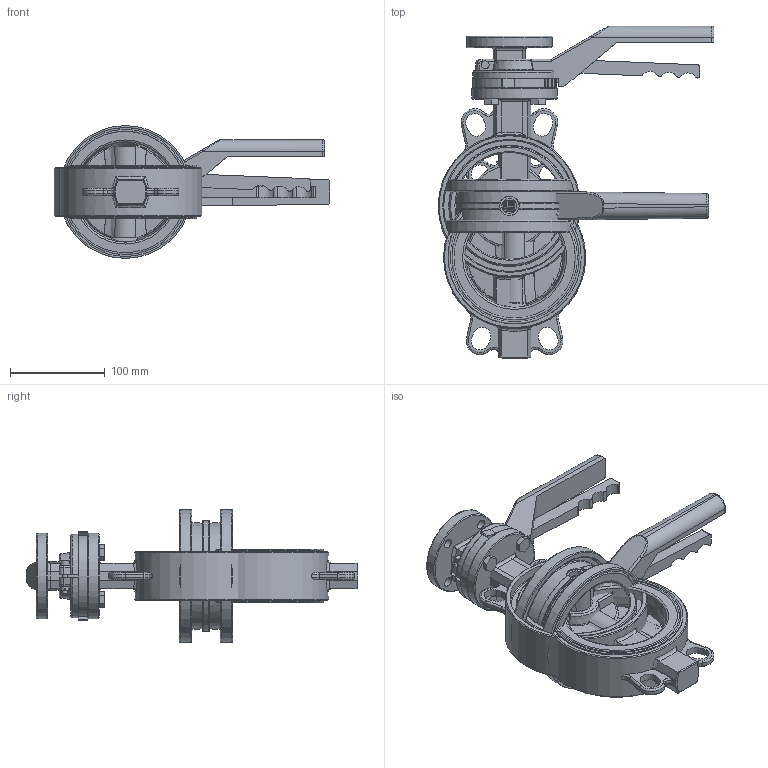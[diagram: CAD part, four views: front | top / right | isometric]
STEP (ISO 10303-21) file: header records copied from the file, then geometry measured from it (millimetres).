
FILE_DESCRIPTION( ( 'Unknown' ), '1' );
FILE_NAME( 'WAFER_DN100.stp', 'Unknown', ( 'Unknown' ), ( 'Unknown' ), 'PSStep 13.0', 'Unknown', ' ' );
FILE_SCHEMA( ( 'AUTOMOTIVE_DESIGN { 1 0 10303 214 1 1 1 1 }' ) );
Length unit declared in the file: millimetre
Products named in the file (14): WAFER-DN100; Assem1; Handhebel 040-150; bushing1; shaft2; shaft1; disc; seat; DN100概极; DIN912M5x30; DIN934_M5; ISO-Flansch; M8x20
Bounding box: 290.54 x 350 x 140 mm (x, y, z)
Surface area: 881281.4 mm2 (no closed solid volume)
Topology: 0 solids, 2631 shells, 2631 faces, 13413 edges, 13096 vertices
Faces by surface type: plane 1177, cylinder 687, extrusion 294, torus 234, bspline 174, cone 65
Full cylindrical faces by diameter (mm): 4.134 x3, 4.917 x12, 5 x6, 6 x6, 6.647 x12, 7 x12, 8 x5, 8.5 x3, 9 x12, 10 x12, 10.7 x3, 12 x3, 14.5 x3, 15.77 x15, 15.93 x3, 16 x5, 20.6 x12, 20.7 x5, 25.8 x6, 27.2 x3, 56 x3, 90 x3, 112.8 x12, 126 x12, 140 x6, 140.3 x6, 150 x3
Entity records: 64970 total; most frequent: CARTESIAN_POINT 26269, DIRECTION 6250, ORIENTED_EDGE 4290, EDGE_CURVE 4290, VERTEX_POINT 4290, VECTOR 2244, LINE 2146, AXIS2_PLACEMENT_3D 2003
